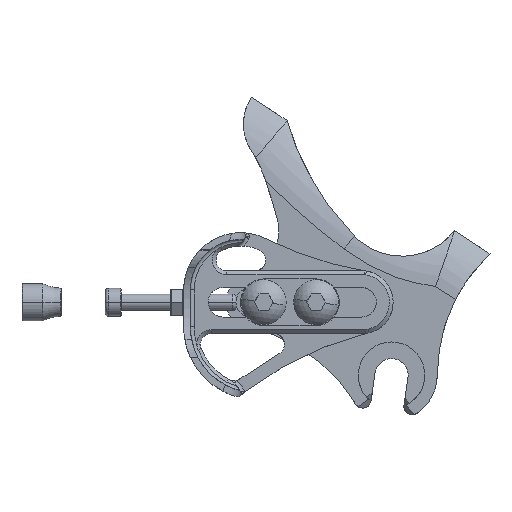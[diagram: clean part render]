
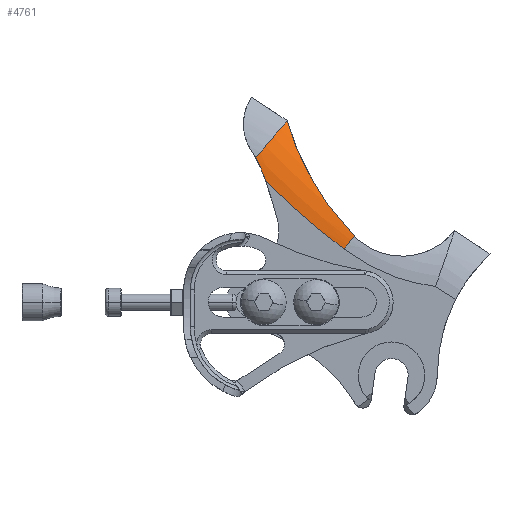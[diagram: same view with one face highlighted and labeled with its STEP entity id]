
A CAD part, top view. The second image highlights one B-rep face of the part: STEP entity #4761.
In plain terms, the highlighted toroidal (fillet/blend) face has major radius 245.044 mm and minor radius 25.4 mm.
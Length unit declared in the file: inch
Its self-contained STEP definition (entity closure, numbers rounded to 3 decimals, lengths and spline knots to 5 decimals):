
#253 = CARTESIAN_POINT ( 'NONE',  ( -1.15278, 2.75373, -0.16325 ) ) ;
#314 = EDGE_CURVE ( 'NONE', #5064, #7069, #3376, .T. ) ;
#448 = CARTESIAN_POINT ( 'NONE',  ( 5.29508, 9.17409, 0. ) ) ;
#561 = CARTESIAN_POINT ( 'NONE',  ( -1.28305, 3.03232, -0.23621 ) ) ;
#571 = CARTESIAN_POINT ( 'NONE',  ( -1.51845, 2.35006, 0. ) ) ;
#704 = B_SPLINE_CURVE_WITH_KNOTS ( 'NONE', 3,
 ( #3579, #10489, #1931, #7917, #2761, #8764, #3614, #9633, #4475, #10532, #5348, #253, #6236, #1114, #7090, #1966 ),
 .UNSPECIFIED., .F., .F.,
 ( 4, 2, 2, 2, 2, 2, 2, 4 ),
 ( 0.00019, 0.01061, 0.02103, 0.02364, 0.02624, 0.03145, 0.03666, 0.04187 ),
 .UNSPECIFIED. ) ;
#795 = CARTESIAN_POINT ( 'NONE',  ( -0.57159, 1.51545, -1. ) ) ;
#799 = FACE_OUTER_BOUND ( 'NONE', #7526, .T. ) ;
#813 = CARTESIAN_POINT ( 'NONE',  ( -1.51375, 2.758, -0.04316 ) ) ;
#975 = ORIENTED_EDGE ( 'NONE', *, *, #3581, .F. ) ;
#1114 = CARTESIAN_POINT ( 'NONE',  ( -1.22003, 2.93959, -0.22271 ) ) ;
#1300 = DIRECTION ( 'NONE',  ( -1., 0., 0. ) ) ;
#1411 = CARTESIAN_POINT ( 'NONE',  ( -1.31057, 2.99965, -0.20223 ) ) ;
#1457 = CARTESIAN_POINT ( 'NONE',  ( -1.52146, 2.35897, -0.00003 ) ) ;
#1536 = EDGE_CURVE ( 'NONE', #3222, #7069, #7994, .T. ) ;
#1638 = DIRECTION ( 'NONE',  ( 0.608, 0.794, 0. ) ) ;
#1709 = CARTESIAN_POINT ( 'NONE',  ( -1.59869, 2.65668, -0.01146 ) ) ;
#1931 = CARTESIAN_POINT ( 'NONE',  ( -0.63626, 1.87759, -0.03001 ) ) ;
#1966 = CARTESIAN_POINT ( 'NONE',  ( -1.25714, 3.06303, -0.274 ) ) ;
#2011 = CARTESIAN_POINT ( 'NONE',  ( -0.57159, 1.51545, 0. ) ) ;
#2490 = CIRCLE ( 'NONE', #10376, 1. ) ;
#2513 = CARTESIAN_POINT ( 'NONE',  ( -1.52448, 2.36789, -0.00008 ) ) ;
#2761 = CARTESIAN_POINT ( 'NONE',  ( -0.87698, 2.20852, -0.05912 ) ) ;
#3185 = CARTESIAN_POINT ( 'NONE',  ( -1.25714, 3.06303, -0.274 ) ) ;
#3222 = VERTEX_POINT ( 'NONE', #2513 ) ;
#3376 = B_SPLINE_CURVE_WITH_KNOTS ( 'NONE', 3,
 ( #9943, #561, #1411, #6533, #3923, #10838, #4780, #5031, #813, #11092, #1709, #7765 ),
 .UNSPECIFIED., .F., .F.,
 ( 4, 2, 2, 2, 2, 4 ),
 ( 0., 0.00414, 0.00829, 0.01036, 0.01243, 0.01657 ),
 .UNSPECIFIED. ) ;
#3579 = CARTESIAN_POINT ( 'NONE',  ( -0.44945, 1.67489, -0.02038 ) ) ;
#3581 = EDGE_CURVE ( 'NONE', #8160, #6538, #10754, .T. ) ;
#3614 = CARTESIAN_POINT ( 'NONE',  ( -0.97894, 2.38604, -0.08518 ) ) ;
#3785 = CARTESIAN_POINT ( 'NONE',  ( -1.52448, 2.36789, -0.00008 ) ) ;
#3923 = CARTESIAN_POINT ( 'NONE',  ( -1.39932, 2.89422, -0.11486 ) ) ;
#4174 = ORIENTED_EDGE ( 'NONE', *, *, #314, .T. ) ;
#4475 = CARTESIAN_POINT ( 'NONE',  ( -1.02699, 2.47673, -0.1007 ) ) ;
#4622 = ORIENTED_EDGE ( 'NONE', *, *, #7260, .F. ) ;
#4761 = ADVANCED_FACE ( 'NONE', ( #799 ), #9340, .T. ) ;
#4780 = CARTESIAN_POINT ( 'NONE',  ( -1.46402, 2.81723, -0.07004 ) ) ;
#4787 = EDGE_CURVE ( 'NONE', #8160, #7008, #2490, .T. ) ;
#4851 = AXIS2_PLACEMENT_3D ( 'NONE', #448, #6432, #1300 ) ;
#5031 = CARTESIAN_POINT ( 'NONE',  ( -1.49706, 2.77788, -0.0514 ) ) ;
#5064 = VERTEX_POINT ( 'NONE', #3185 ) ;
#5348 = CARTESIAN_POINT ( 'NONE',  ( -1.10077, 2.63017, -0.13186 ) ) ;
#5363 = ORIENTED_EDGE ( 'NONE', *, *, #6033, .T. ) ;
#5527 = CARTESIAN_POINT ( 'NONE',  ( -1.63376, 2.6148, -0.00566 ) ) ;
#5646 = CARTESIAN_POINT ( 'NONE',  ( -0.44945, 1.67489, -0.02038 ) ) ;
#5796 = DIRECTION ( 'NONE',  ( -1., 0., 0. ) ) ;
#6033 = EDGE_CURVE ( 'NONE', #7008, #5064, #704, .T. ) ;
#6236 = CARTESIAN_POINT ( 'NONE',  ( -1.17661, 2.81571, -0.18114 ) ) ;
#6432 = DIRECTION ( 'NONE',  ( 0., 0., -1. ) ) ;
#6533 = CARTESIAN_POINT ( 'NONE',  ( -1.36871, 2.93061, -0.14156 ) ) ;
#6538 = VERTEX_POINT ( 'NONE', #9222 ) ;
#6547 = CARTESIAN_POINT ( 'NONE',  ( -1.51544, 2.34111, 0. ) ) ;
#6768 = DIRECTION ( 'NONE',  ( -0.794, 0.608, 0. ) ) ;
#7008 = VERTEX_POINT ( 'NONE', #5646 ) ;
#7069 = VERTEX_POINT ( 'NONE', #10111 ) ;
#7090 = CARTESIAN_POINT ( 'NONE',  ( -1.23962, 3.0015, -0.24638 ) ) ;
#7260 = EDGE_CURVE ( 'NONE', #6538, #3222, #8981, .T. ) ;
#7430 = CARTESIAN_POINT ( 'NONE',  ( -1.52448, 2.36789, -0.00008 ) ) ;
#7526 = EDGE_LOOP ( 'NONE', ( #975, #9649, #5363, #4174, #10985, #4622 ) ) ;
#7765 = CARTESIAN_POINT ( 'NONE',  ( -1.63376, 2.6148, -0.00566 ) ) ;
#7917 = CARTESIAN_POINT ( 'NONE',  ( -0.80149, 2.095, -0.04741 ) ) ;
#7994 = B_SPLINE_CURVE_WITH_KNOTS ( 'NONE', 3,
 ( #3785, #8938, #10705, #5527 ),
 .UNSPECIFIED., .F., .F.,
 ( 4, 4 ),
 ( 0., 0.00686 ),
 .UNSPECIFIED. ) ;
#8160 = VERTEX_POINT ( 'NONE', #2011 ) ;
#8764 = CARTESIAN_POINT ( 'NONE',  ( -0.96233, 2.35621, -0.08055 ) ) ;
#8938 = CARTESIAN_POINT ( 'NONE',  ( -1.55364, 2.45374, -0.00058 ) ) ;
#8981 = B_SPLINE_CURVE_WITH_KNOTS ( 'NONE', 3,
 ( #6547, #571, #1457, #7430 ),
 .UNSPECIFIED., .F., .F.,
 ( 4, 4 ),
 ( 0.01183, 0.01254 ),
 .UNSPECIFIED. ) ;
#9222 = CARTESIAN_POINT ( 'NONE',  ( -1.51544, 2.34111, 0. ) ) ;
#9340 = TOROIDAL_SURFACE ( 'NONE', #9773, 9.64742, 1. ) ;
#9633 = CARTESIAN_POINT ( 'NONE',  ( -1.01126, 2.44627, -0.09525 ) ) ;
#9649 = ORIENTED_EDGE ( 'NONE', *, *, #4787, .T. ) ;
#9773 = AXIS2_PLACEMENT_3D ( 'NONE', #10962, #10789, #5796 ) ;
#9943 = CARTESIAN_POINT ( 'NONE',  ( -1.25714, 3.06303, -0.274 ) ) ;
#10111 = CARTESIAN_POINT ( 'NONE',  ( -1.63376, 2.6148, -0.00566 ) ) ;
#10376 = AXIS2_PLACEMENT_3D ( 'NONE', #795, #6768, #1638 ) ;
#10489 = CARTESIAN_POINT ( 'NONE',  ( -0.54653, 1.77368, -0.02435 ) ) ;
#10532 = CARTESIAN_POINT ( 'NONE',  ( -1.07259, 2.56858, -0.11837 ) ) ;
#10705 = CARTESIAN_POINT ( 'NONE',  ( -1.5901, 2.53601, -0.00326 ) ) ;
#10754 = CIRCLE ( 'NONE', #4851, 9.64742 ) ;
#10789 = DIRECTION ( 'NONE',  ( 0., 0., -1. ) ) ;
#10838 = CARTESIAN_POINT ( 'NONE',  ( -1.44762, 2.83675, -0.08048 ) ) ;
#10962 = CARTESIAN_POINT ( 'NONE',  ( 5.29508, 9.17409, -1. ) ) ;
#10985 = ORIENTED_EDGE ( 'NONE', *, *, #1536, .F. ) ;
#11092 = CARTESIAN_POINT ( 'NONE',  ( -1.56431, 2.69771, -0.02161 ) ) ;
